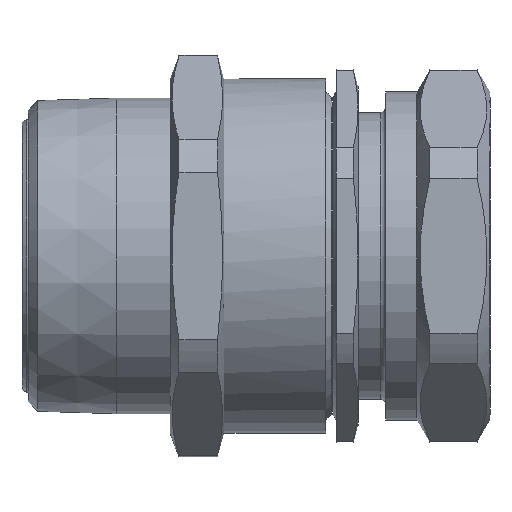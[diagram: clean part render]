
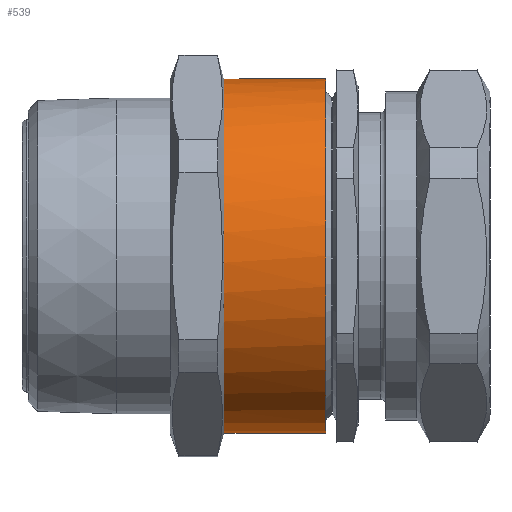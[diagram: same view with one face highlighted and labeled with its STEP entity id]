
A CAD part, front view. The second image highlights one B-rep face of the part: STEP entity #539.
In plain terms, the highlighted cylindrical face has radius 34 mm (diameter 68 mm), a full revolution.
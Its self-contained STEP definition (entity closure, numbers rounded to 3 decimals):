
#435 = FACE_OUTER_BOUND ( 'NONE', #469, .T. ) ;
#458 = VERTEX_POINT ( 'NONE', #1510 ) ;
#462 = DIRECTION ( 'NONE',  ( 0., 0., -1. ) ) ;
#469 = EDGE_LOOP ( 'NONE', ( #1842 ) ) ;
#539 = ADVANCED_FACE ( 'NONE', ( #435, #1267 ), #945, .T. ) ;
#618 = CARTESIAN_POINT ( 'NONE',  ( 57., 0., 0. ) ) ;
#619 = AXIS2_PLACEMENT_3D ( 'NONE', #618, #1889, #2088 ) ;
#651 = EDGE_CURVE ( 'NONE', #1845, #1845, #2096, .T. ) ;
#702 = DIRECTION ( 'NONE',  ( 1., 0., 0. ) ) ;
#720 = DIRECTION ( 'NONE',  ( 0., 0., -1. ) ) ;
#738 = ORIENTED_EDGE ( 'NONE', *, *, #1110, .T. ) ;
#810 = CARTESIAN_POINT ( 'NONE',  ( 57., 0., 0. ) ) ;
#835 = AXIS2_PLACEMENT_3D ( 'NONE', #810, #2098, #462 ) ;
#945 = CYLINDRICAL_SURFACE ( 'NONE', #619, 34. ) ;
#1110 = EDGE_CURVE ( 'NONE', #458, #458, #2170, .T. ) ;
#1267 = FACE_OUTER_BOUND ( 'NONE', #2243, .T. ) ;
#1487 = CARTESIAN_POINT ( 'NONE',  ( 57., 0., -34. ) ) ;
#1510 = CARTESIAN_POINT ( 'NONE',  ( 37.5, 0., -34. ) ) ;
#1661 = AXIS2_PLACEMENT_3D ( 'NONE', #2183, #702, #720 ) ;
#1842 = ORIENTED_EDGE ( 'NONE', *, *, #651, .F. ) ;
#1845 = VERTEX_POINT ( 'NONE', #1487 ) ;
#1889 = DIRECTION ( 'NONE',  ( 1., 0., 0. ) ) ;
#2088 = DIRECTION ( 'NONE',  ( 0., 0., -1. ) ) ;
#2096 = CIRCLE ( 'NONE', #835, 34. ) ;
#2098 = DIRECTION ( 'NONE',  ( 1., 0., 0. ) ) ;
#2170 = CIRCLE ( 'NONE', #1661, 34. ) ;
#2183 = CARTESIAN_POINT ( 'NONE',  ( 37.5, 0., 0. ) ) ;
#2243 = EDGE_LOOP ( 'NONE', ( #738 ) ) ;
